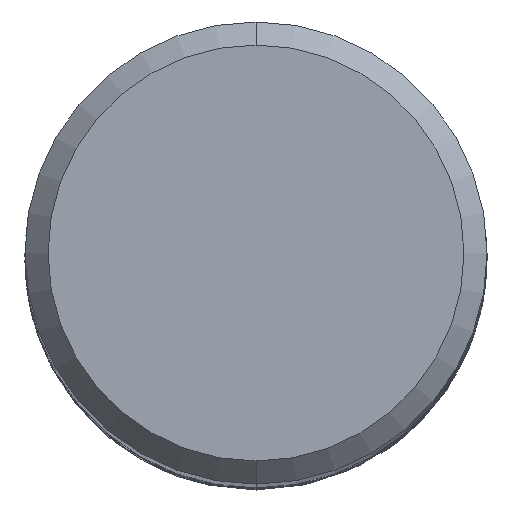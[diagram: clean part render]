
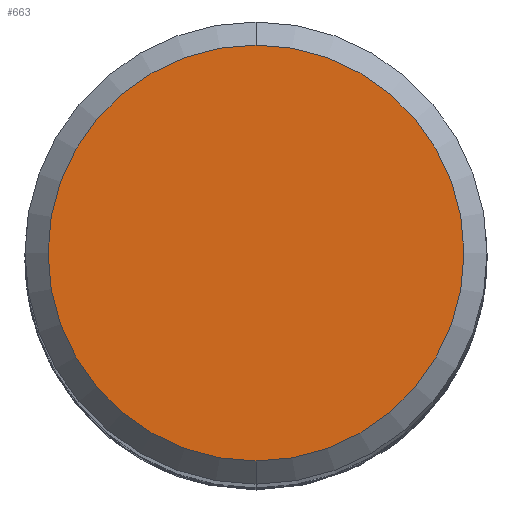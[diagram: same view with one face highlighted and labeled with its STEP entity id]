
A CAD part, top view. The second image highlights one B-rep face of the part: STEP entity #663.
In plain terms, the highlighted planar face has unit normal (0, 0, 1).
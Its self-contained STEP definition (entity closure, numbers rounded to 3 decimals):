
#663=ADVANCED_FACE('',(#1659),#1660,.T.);
#713=EDGE_CURVE('',#1393,#815,#1715,.T.);
#815=VERTEX_POINT('',#1832);
#859=EDGE_CURVE('',#815,#1393,#1881,.T.);
#1393=VERTEX_POINT('',#2461);
#1659=FACE_OUTER_BOUND('',#4255,.T.);
#1660=PLANE('',#4256);
#1715=CIRCLE('',#4911,4.5);
#1832=CARTESIAN_POINT('',(0.0,4.5,0.0));
#1881=CIRCLE('',#9070,4.5);
#2461=CARTESIAN_POINT('',(0.,-4.5,0.0));
#4255=EDGE_LOOP('',(#18540,#18541));
#4256=AXIS2_PLACEMENT_3D('',#18542,#18543,#18544);
#4911=AXIS2_PLACEMENT_3D('',#18616,#18617,#18618);
#9070=AXIS2_PLACEMENT_3D('',#18836,#18837,#18838);
#18540=ORIENTED_EDGE('',*,*,#859,.F.);
#18541=ORIENTED_EDGE('',*,*,#713,.F.);
#18542=CARTESIAN_POINT('',(0.0,2.25,0.0));
#18543=DIRECTION('',(-0.0,0.0,1.0));
#18544=DIRECTION('',(0.0,-1.0,0.0));
#18616=CARTESIAN_POINT('',(0.0,0.0,0.0));
#18617=DIRECTION('',(0.0,0.0,-1.0));
#18618=DIRECTION('',(0.0,1.0,0.0));
#18836=CARTESIAN_POINT('',(0.0,0.0,0.0));
#18837=DIRECTION('',(0.0,0.0,-1.0));
#18838=DIRECTION('',(0.0,1.0,0.0));
